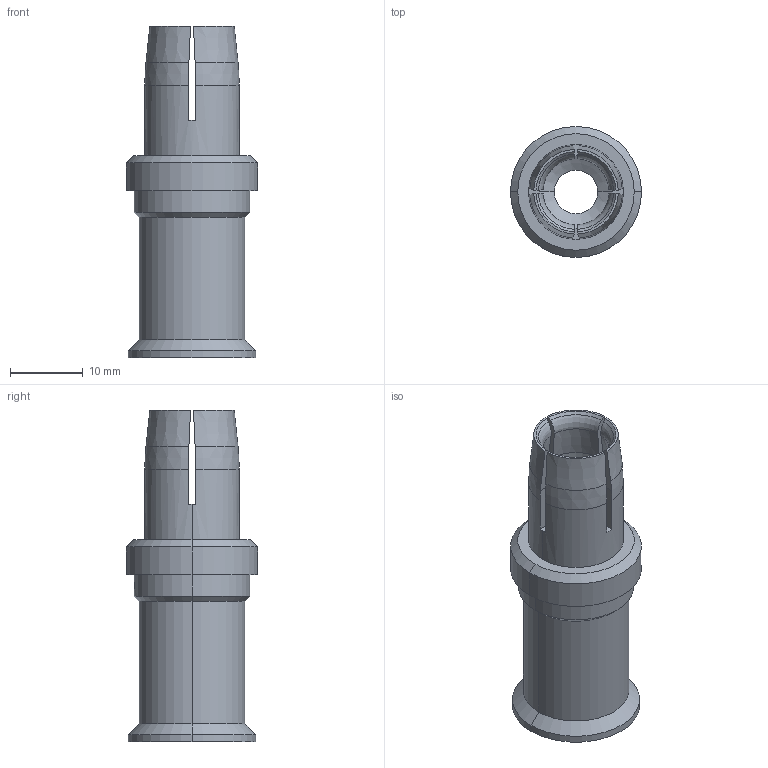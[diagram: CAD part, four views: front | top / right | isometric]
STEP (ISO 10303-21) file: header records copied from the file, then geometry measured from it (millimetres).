
FILE_DESCRIPTION((''),'2;1');
FILE_NAME('CHSF200-25','2017-05-26T',('tl.yang'),(''),'PRO/ENGINEER BY PARAMETRIC TECHNOLOGY CORPORATION, 2011500','PRO/ENGINEER BY PARAMETRIC TECHNOLOGY CORPORATION, 2011500','');
FILE_SCHEMA(('CONFIG_CONTROL_DESIGN'));
Length unit declared in the file: millimetre
Products named in the file (1): CHSF200-25
Bounding box: 18 x 18 x 45.6 mm (x, y, z)
Volume: 4104.4 mm3; surface area: 3905.7 mm2
Topology: 1 solids, 1 shells, 77 faces, 202 edges, 128 vertices
Faces by surface type: plane 27, cone 24, cylinder 18, revolution 4, torus 4
Entity records: 2635 total; most frequent: CARTESIAN_POINT 748, ORIENTED_EDGE 404, DIRECTION 364, EDGE_CURVE 202, AXIS2_PLACEMENT_3D 145, VERTEX_POINT 128, EDGE_LOOP 82, FACE_OUTER_BOUND 77
